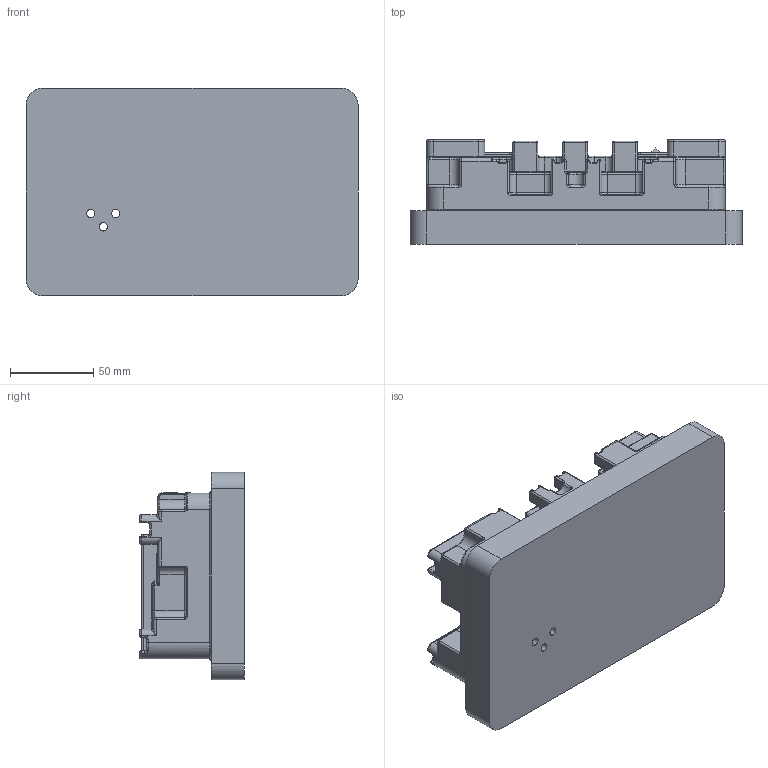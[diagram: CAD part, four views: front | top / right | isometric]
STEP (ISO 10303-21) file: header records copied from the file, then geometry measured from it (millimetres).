
FILE_DESCRIPTION (( 'STEP AP203' ), '1' );
FILE_NAME ('VM-004.STEP', '2025-11-13T12:09:50', ( '' ), ( '' ), 'SwSTEP 2.0', 'SolidWorks 2025', '' );
FILE_SCHEMA (( 'CONFIG_CONTROL_DESIGN' ));
Length unit declared in the file: millimetre
Products named in the file (1): VM-004
Bounding box: 200 x 63 x 125 mm (x, y, z)
Volume: 1063896.6 mm3; surface area: 95420.8 mm2
Topology: 1 solids, 1 shells, 666 faces, 1549 edges, 811 vertices
Faces by surface type: cylinder 293, torus 154, plane 123, sphere 54, bspline 42
Entity records: 19704 total; most frequent: CARTESIAN_POINT 4920, DIRECTION 3395, ORIENTED_EDGE 2934, EDGE_CURVE 1467, AXIS2_PLACEMENT_3D 1394, VERTEX_POINT 809, CIRCLE 769, EDGE_LOOP 678
